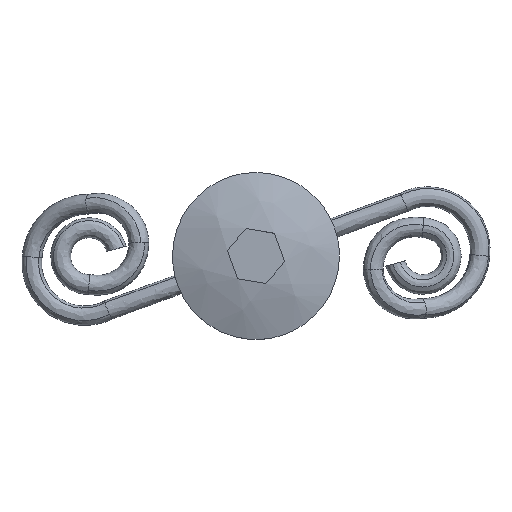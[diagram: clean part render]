
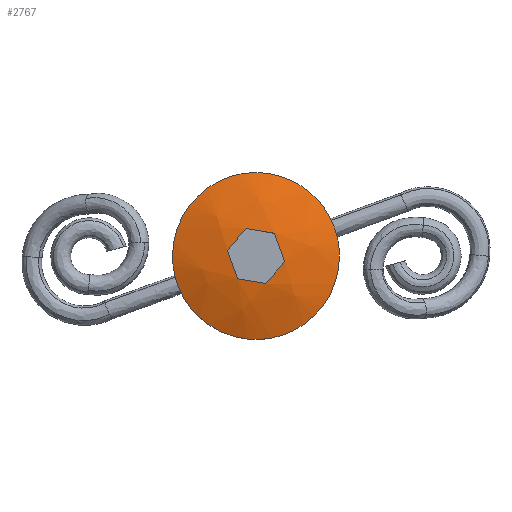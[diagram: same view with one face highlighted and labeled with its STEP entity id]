
A CAD part, top view. The second image highlights one B-rep face of the part: STEP entity #2767.
In plain terms, the highlighted free-form (B-spline) face has degree [2, 2] with [4, 4] control points.
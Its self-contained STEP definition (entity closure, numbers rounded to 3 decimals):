
#85=CARTESIAN_POINT('',(-0.59,4.965,6.458));
#86=VERTEX_POINT('',#85);
#92=CARTESIAN_POINT('',(5.0,0.0,6.458));
#93=VERTEX_POINT('',#92);
#94=CARTESIAN_POINT('',(-0.59,4.965,6.458));
#95=CARTESIAN_POINT('',(-0.296,5.,6.458));
#96=CARTESIAN_POINT('',(0.0,5.0,6.458));
#97=CARTESIAN_POINT('',(5.,5.,6.458));
#98=CARTESIAN_POINT('',(5.0,0.0,6.458));
#106=(BOUNDED_CURVE()B_SPLINE_CURVE(2,(#94,#95,#96,#97,#98),.UNSPECIFIED.,.F.,.U.)B_SPLINE_CURVE_WITH_KNOTS((3,2,3),(0.23,0.25,0.5),.UNSPECIFIED.)CURVE()GEOMETRIC_REPRESENTATION_ITEM()RATIONAL_B_SPLINE_CURVE((0.956,0.976,1.0,0.707,1.0))REPRESENTATION_ITEM(''));
#107=EDGE_CURVE('',#86,#93,#106,.T.);
#109=CARTESIAN_POINT('',(0.305,-4.991,6.458));
#110=VERTEX_POINT('',#109);
#111=CARTESIAN_POINT('',(5.0,0.0,6.458));
#112=CARTESIAN_POINT('',(5.0,-4.704,6.458));
#113=CARTESIAN_POINT('',(0.305,-4.991,6.458));
#121=(BOUNDED_CURVE()B_SPLINE_CURVE(2,(#111,#112,#113),.UNSPECIFIED.,.F.,.U.)B_SPLINE_CURVE_WITH_KNOTS((3,3),(0.5,0.739),.UNSPECIFIED.)CURVE()GEOMETRIC_REPRESENTATION_ITEM()RATIONAL_B_SPLINE_CURVE((1.0,0.72,0.976))REPRESENTATION_ITEM(''));
#122=EDGE_CURVE('',#93,#110,#121,.T.);
#196=CARTESIAN_POINT('',(-5.0,0.0,6.458));
#197=VERTEX_POINT('',#196);
#198=CARTESIAN_POINT('',(0.305,-4.991,6.458));
#199=CARTESIAN_POINT('',(0.153,-5.0,6.458));
#200=CARTESIAN_POINT('',(0.0,-5.0,6.458));
#201=CARTESIAN_POINT('',(-5.,-5.,6.458));
#202=CARTESIAN_POINT('',(-5.0,0.0,6.458));
#210=(BOUNDED_CURVE()B_SPLINE_CURVE(2,(#198,#199,#200,#201,#202),.UNSPECIFIED.,.F.,.U.)B_SPLINE_CURVE_WITH_KNOTS((3,2,3),(0.739,0.75,1.0),.UNSPECIFIED.)CURVE()GEOMETRIC_REPRESENTATION_ITEM()RATIONAL_B_SPLINE_CURVE((0.976,0.988,1.0,0.707,1.0))REPRESENTATION_ITEM(''));
#211=EDGE_CURVE('',#110,#197,#210,.T.);
#213=CARTESIAN_POINT('',(-5.0,0.0,6.458));
#214=CARTESIAN_POINT('',(-5.,4.441,6.458));
#215=CARTESIAN_POINT('',(-0.59,4.965,6.458));
#223=(BOUNDED_CURVE()B_SPLINE_CURVE(2,(#213,#214,#215),.UNSPECIFIED.,.F.,.U.)B_SPLINE_CURVE_WITH_KNOTS((3,3),(0.0,0.23),.UNSPECIFIED.)CURVE()GEOMETRIC_REPRESENTATION_ITEM()RATIONAL_B_SPLINE_CURVE((1.0,0.731,0.956))REPRESENTATION_ITEM(''));
#224=EDGE_CURVE('',#197,#86,#223,.T.);
#2462=CARTESIAN_POINT('',(0.599,-1.644,7.339));
#2463=VERTEX_POINT('',#2462);
#2464=CARTESIAN_POINT('',(1.718,-0.334,7.339));
#2465=VERTEX_POINT('',#2464);
#2466=CARTESIAN_POINT('',(0.599,-1.644,7.339));
#2467=CARTESIAN_POINT('',(1.158,-0.989,7.397));
#2468=CARTESIAN_POINT('',(1.718,-0.334,7.339));
#2476=(BOUNDED_CURVE()B_SPLINE_CURVE(2,(#2466,#2467,#2468),.UNSPECIFIED.,.F.,.U.)CURVE()GEOMETRIC_REPRESENTATION_ITEM()QUASI_UNIFORM_CURVE()RATIONAL_B_SPLINE_CURVE((1.0,0.998,1.0))REPRESENTATION_ITEM(''));
#2477=EDGE_CURVE('',#2463,#2465,#2476,.T.);
#2498=CARTESIAN_POINT('',(-1.101,-1.36,7.339));
#2499=VERTEX_POINT('',#2498);
#2500=CARTESIAN_POINT('',(-1.101,-1.36,7.339));
#2501=CARTESIAN_POINT('',(-0.251,-1.502,7.397));
#2502=CARTESIAN_POINT('',(0.599,-1.644,7.339));
#2510=(BOUNDED_CURVE()B_SPLINE_CURVE(2,(#2500,#2501,#2502),.UNSPECIFIED.,.F.,.U.)CURVE()GEOMETRIC_REPRESENTATION_ITEM()QUASI_UNIFORM_CURVE()RATIONAL_B_SPLINE_CURVE((1.0,0.998,1.0))REPRESENTATION_ITEM(''));
#2511=EDGE_CURVE('',#2499,#2463,#2510,.T.);
#2528=CARTESIAN_POINT('',(-1.718,0.334,7.339));
#2529=VERTEX_POINT('',#2528);
#2530=CARTESIAN_POINT('',(-1.718,0.334,7.339));
#2531=CARTESIAN_POINT('',(-1.41,-0.513,7.402));
#2532=CARTESIAN_POINT('',(-1.101,-1.36,7.339));
#2540=(BOUNDED_CURVE()B_SPLINE_CURVE(2,(#2530,#2531,#2532),.UNSPECIFIED.,.F.,.U.)CURVE()GEOMETRIC_REPRESENTATION_ITEM()QUASI_UNIFORM_CURVE()RATIONAL_B_SPLINE_CURVE((1.0,0.998,1.0))REPRESENTATION_ITEM(''));
#2541=EDGE_CURVE('',#2529,#2499,#2540,.T.);
#2558=CARTESIAN_POINT('',(-0.599,1.644,7.339));
#2559=VERTEX_POINT('',#2558);
#2560=CARTESIAN_POINT('',(-0.599,1.644,7.339));
#2561=CARTESIAN_POINT('',(-1.158,0.989,7.397));
#2562=CARTESIAN_POINT('',(-1.718,0.334,7.339));
#2570=(BOUNDED_CURVE()B_SPLINE_CURVE(2,(#2560,#2561,#2562),.UNSPECIFIED.,.F.,.U.)CURVE()GEOMETRIC_REPRESENTATION_ITEM()QUASI_UNIFORM_CURVE()RATIONAL_B_SPLINE_CURVE((1.0,0.998,1.0))REPRESENTATION_ITEM(''));
#2571=EDGE_CURVE('',#2559,#2529,#2570,.T.);
#2588=CARTESIAN_POINT('',(1.101,1.36,7.339));
#2589=VERTEX_POINT('',#2588);
#2590=CARTESIAN_POINT('',(1.101,1.36,7.339));
#2591=CARTESIAN_POINT('',(0.251,1.502,7.397));
#2592=CARTESIAN_POINT('',(-0.599,1.644,7.339));
#2600=(BOUNDED_CURVE()B_SPLINE_CURVE(2,(#2590,#2591,#2592),.UNSPECIFIED.,.F.,.U.)CURVE()GEOMETRIC_REPRESENTATION_ITEM()QUASI_UNIFORM_CURVE()RATIONAL_B_SPLINE_CURVE((1.0,0.998,1.0))REPRESENTATION_ITEM(''));
#2601=EDGE_CURVE('',#2589,#2559,#2600,.T.);
#2618=CARTESIAN_POINT('',(1.718,-0.334,7.339));
#2619=CARTESIAN_POINT('',(1.41,0.513,7.402));
#2620=CARTESIAN_POINT('',(1.101,1.36,7.339));
#2628=(BOUNDED_CURVE()B_SPLINE_CURVE(2,(#2618,#2619,#2620),.UNSPECIFIED.,.F.,.U.)CURVE()GEOMETRIC_REPRESENTATION_ITEM()QUASI_UNIFORM_CURVE()RATIONAL_B_SPLINE_CURVE((1.0,0.998,1.0))REPRESENTATION_ITEM(''));
#2629=EDGE_CURVE('',#2465,#2589,#2628,.T.);
#2729=CARTESIAN_POINT('',(-5.215,-5.215,5.163));
#2730=CARTESIAN_POINT('',(-2.728,-5.455,6.258));
#2731=CARTESIAN_POINT('',(2.728,-5.455,6.258));
#2732=CARTESIAN_POINT('',(5.215,-5.215,5.163));
#2733=CARTESIAN_POINT('',(-5.455,-2.728,6.258));
#2734=CARTESIAN_POINT('',(-2.86,-2.86,7.458));
#2735=CARTESIAN_POINT('',(2.86,-2.86,7.458));
#2736=CARTESIAN_POINT('',(5.455,-2.728,6.258));
#2737=CARTESIAN_POINT('',(-5.455,2.728,6.258));
#2738=CARTESIAN_POINT('',(-2.86,2.86,7.458));
#2739=CARTESIAN_POINT('',(2.86,2.86,7.458));
#2740=CARTESIAN_POINT('',(5.455,2.728,6.258));
#2741=CARTESIAN_POINT('',(-5.215,5.215,5.163));
#2742=CARTESIAN_POINT('',(-2.728,5.455,6.258));
#2743=CARTESIAN_POINT('',(2.728,5.455,6.258));
#2744=CARTESIAN_POINT('',(5.215,5.215,5.163));
#2752=(BOUNDED_SURFACE()B_SPLINE_SURFACE(2,2,((#2729,#2733,#2737,#2741),(#2730,#2734,#2738,#2742),(#2731,#2735,#2739,#2743),(#2732,#2736,#2740,#2744)),.UNSPECIFIED.,.F.,.F.,.U.)B_SPLINE_SURFACE_WITH_KNOTS((3,1,3),(3,1,3),(0.0,5.584,11.169),(0.0,5.584,11.169),.UNSPECIFIED.)GEOMETRIC_REPRESENTATION_ITEM()RATIONAL_B_SPLINE_SURFACE(((1.097,1.048,1.048,1.097),(1.048,1.0,1.0,1.048),(1.048,1.0,1.0,1.048),(1.097,1.048,1.048,1.097)))REPRESENTATION_ITEM('')SURFACE());
#2753=ORIENTED_EDGE('',*,*,#211,.F.);
#2754=ORIENTED_EDGE('',*,*,#122,.F.);
#2755=ORIENTED_EDGE('',*,*,#107,.F.);
#2756=ORIENTED_EDGE('',*,*,#224,.F.);
#2757=EDGE_LOOP('',(#2753,#2754,#2755,#2756));
#2758=FACE_OUTER_BOUND('',#2757,.T.);
#2759=ORIENTED_EDGE('',*,*,#2629,.F.);
#2760=ORIENTED_EDGE('',*,*,#2477,.F.);
#2761=ORIENTED_EDGE('',*,*,#2511,.F.);
#2762=ORIENTED_EDGE('',*,*,#2541,.F.);
#2763=ORIENTED_EDGE('',*,*,#2571,.F.);
#2764=ORIENTED_EDGE('',*,*,#2601,.F.);
#2765=EDGE_LOOP('',(#2759,#2760,#2761,#2762,#2763,#2764));
#2766=FACE_BOUND('',#2765,.T.);
#2767=ADVANCED_FACE('',(#2758,#2766),#2752,.T.);
